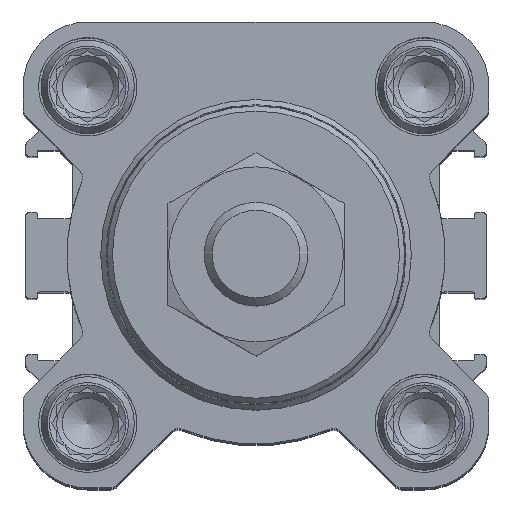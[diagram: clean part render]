
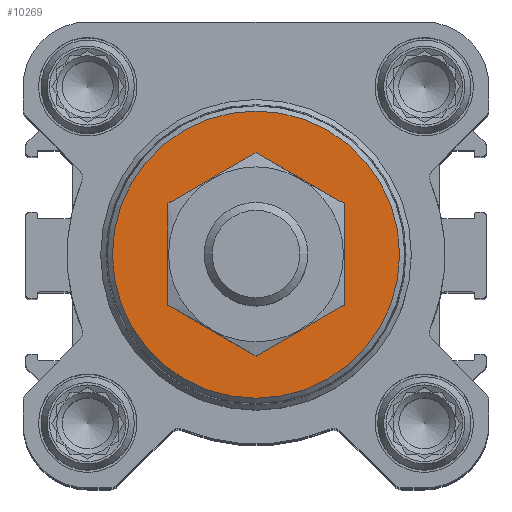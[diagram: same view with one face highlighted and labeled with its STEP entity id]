
A CAD part, top view. The second image highlights one B-rep face of the part: STEP entity #10269.
In plain terms, the highlighted planar face has unit normal (0, 0, 1).
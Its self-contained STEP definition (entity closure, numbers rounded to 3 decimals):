
#2036=PLANE('',#11194);
#2561=CIRCLE('',#11195,13.869);
#2562=CIRCLE('',#11196,6.);
#4404=ORIENTED_EDGE('',*,*,#6623,.F.);
#4405=ORIENTED_EDGE('',*,*,#6624,.T.);
#6623=EDGE_CURVE('',#7846,#7846,#2561,.T.);
#6624=EDGE_CURVE('',#7847,#7847,#2562,.T.);
#7846=VERTEX_POINT('',#17053);
#7847=VERTEX_POINT('',#17055);
#8672=EDGE_LOOP('',(#4404));
#8673=EDGE_LOOP('',(#4405));
#9395=FACE_BOUND('',#8672,.T.);
#9396=FACE_BOUND('',#8673,.T.);
#10269=ADVANCED_FACE('',(#9395,#9396),#2036,.F.);
#11194=AXIS2_PLACEMENT_3D('',#17051,#13251,#13252);
#11195=AXIS2_PLACEMENT_3D('',#17052,#13253,#13254);
#11196=AXIS2_PLACEMENT_3D('',#17054,#13255,#13256);
#13251=DIRECTION('',(0.,0.,-1.));
#13252=DIRECTION('',(-1.,0.,0.));
#13253=DIRECTION('',(0.,0.,-1.));
#13254=DIRECTION('',(-1.,0.,0.));
#13255=DIRECTION('',(0.,0.,-1.));
#13256=DIRECTION('',(-1.,0.,0.));
#17051=CARTESIAN_POINT('',(0.,0.,18.));
#17052=CARTESIAN_POINT('',(0.,0.,18.));
#17053=CARTESIAN_POINT('',(-13.869,0.,18.));
#17054=CARTESIAN_POINT('',(0.,0.,18.));
#17055=CARTESIAN_POINT('',(-6.,0.,18.));
